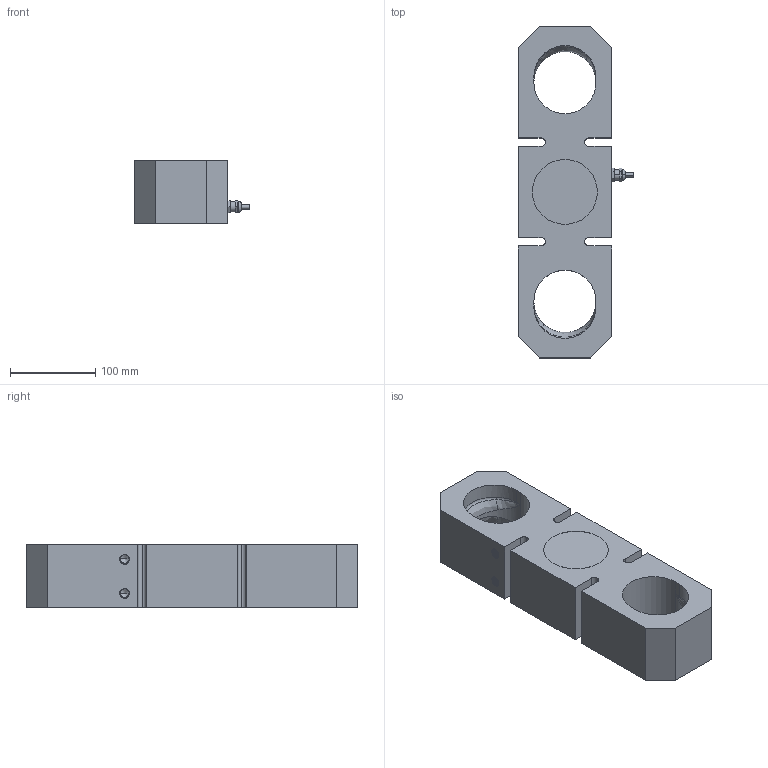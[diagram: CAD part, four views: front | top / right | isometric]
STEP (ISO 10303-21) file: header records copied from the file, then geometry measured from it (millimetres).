
FILE_DESCRIPTION (( 'STEP AP214' ), '1' );
FILE_NAME ('UC1-C-50t X1 (STEP).STEP', '2021-09-29T22:50:21', ( '' ), ( '' ), 'SwSTEP 2.0', 'SolidWorks 2021', '' );
FILE_SCHEMA (( 'AUTOMOTIVE_DESIGN' ));
Length unit declared in the file: inch
Products named in the file (4): 110BH-50t.step; 110BH-50t v2.step; UC1-C-50t X1 (STEP); Connector.step
Assembly tree (3 placements, depth 3):
  UC1-C-50t X1 (STEP)
    110BH-50t v2.step
      Connector.step
      110BH-50t.step
Bounding box: 136.03 x 390 x 75 mm (x, y, z)
Volume: 2349381.7 mm3; surface area: 193627.3 mm2
Topology: 2 solids, 2 shells, 348 faces, 964 edges, 615 vertices
Faces by surface type: cylinder 240, plane 56, bspline 30, torus 12, cone 10
Full cylindrical faces by diameter (mm): 10.273 x8, 12.227 x16
Entity records: 28820 total; most frequent: CARTESIAN_POINT 20494, ORIENTED_EDGE 1988, DIRECTION 1284, EDGE_CURVE 994, VERTEX_POINT 663, B_SPLINE_CURVE_WITH_KNOTS 472, AXIS2_PLACEMENT_3D 439, LINE 406
